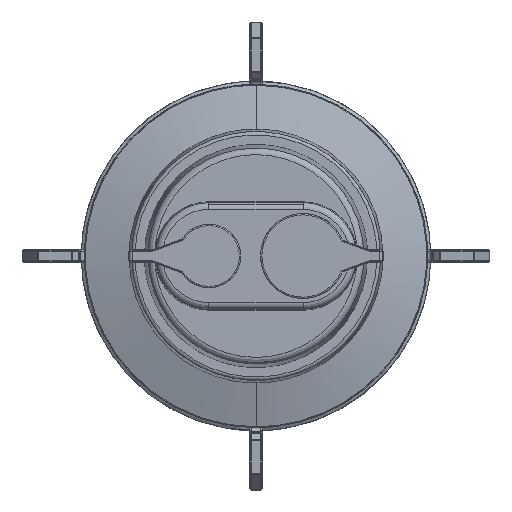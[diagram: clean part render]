
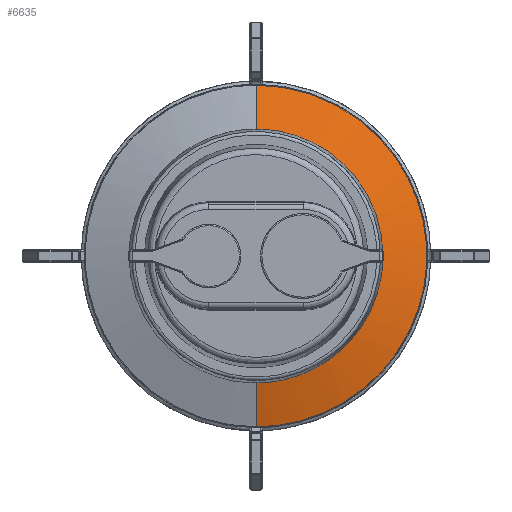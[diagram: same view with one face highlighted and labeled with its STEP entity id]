
A CAD part, front view. The second image highlights one B-rep face of the part: STEP entity #6635.
In plain terms, the highlighted free-form (B-spline) face has degree [2, 1] with [5, 2] control points.
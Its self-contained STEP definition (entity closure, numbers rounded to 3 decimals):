
#639 = VERTEX_POINT('',#640);
#640 = CARTESIAN_POINT('',(87.829,-114.208,
    318.618));
#647 = VERTEX_POINT('',#648);
#648 = CARTESIAN_POINT('',(87.829,-114.208,
    390.417));
#5106 = EDGE_CURVE('',#647,#639,#5107,.T.);
#5107 = ( BOUNDED_CURVE() B_SPLINE_CURVE(2,(#5108,#5109,#5110,#5111,
#5112),.UNSPECIFIED.,.F.,.F.) B_SPLINE_CURVE_WITH_KNOTS((3,2,3),(0.,
1.571,3.142),.PIECEWISE_BEZIER_KNOTS.) CURVE() 
GEOMETRIC_REPRESENTATION_ITEM() RATIONAL_B_SPLINE_CURVE((1.,
0.707,1.,0.707,1.)) REPRESENTATION_ITEM('') );
#5108 = CARTESIAN_POINT('',(87.829,-114.208,
    390.417));
#5109 = CARTESIAN_POINT('',(123.728,-114.208,
    390.417));
#5110 = CARTESIAN_POINT('',(123.728,-114.208,
    354.517));
#5111 = CARTESIAN_POINT('',(123.728,-114.208,
    318.618));
#5112 = CARTESIAN_POINT('',(87.829,-114.208,
    318.618));
#6263 = EDGE_CURVE('',#6264,#6266,#6268,.T.);
#6264 = VERTEX_POINT('',#6265);
#6265 = CARTESIAN_POINT('',(87.829,-116.983,
    380.981));
#6266 = VERTEX_POINT('',#6267);
#6267 = CARTESIAN_POINT('',(87.829,-116.983,
    328.054));
#6268 = ( BOUNDED_CURVE() B_SPLINE_CURVE(2,(#6269,#6270,#6271,#6272,
#6273),.UNSPECIFIED.,.F.,.F.) B_SPLINE_CURVE_WITH_KNOTS((3,2,3),(0.,
1.571,3.142),.PIECEWISE_BEZIER_KNOTS.) CURVE() 
GEOMETRIC_REPRESENTATION_ITEM() RATIONAL_B_SPLINE_CURVE((1.,
0.707,1.,0.707,1.)) REPRESENTATION_ITEM('') );
#6269 = CARTESIAN_POINT('',(87.829,-116.983,
    380.981));
#6270 = CARTESIAN_POINT('',(114.292,-116.983,
    380.981));
#6271 = CARTESIAN_POINT('',(114.292,-116.983,
    354.517));
#6272 = CARTESIAN_POINT('',(114.292,-116.983,
    328.054));
#6273 = CARTESIAN_POINT('',(87.829,-116.983,
    328.054));
#6635 = ADVANCED_FACE('',(#6636),#6650,.T.);
#6636 = FACE_BOUND('',#6637,.T.);
#6637 = EDGE_LOOP('',(#6638,#6643,#6644,#6649));
#6638 = ORIENTED_EDGE('',*,*,#6639,.F.);
#6639 = EDGE_CURVE('',#6264,#647,#6640,.T.);
#6640 = B_SPLINE_CURVE_WITH_KNOTS('',1,(#6641,#6642),.UNSPECIFIED.,.F.,
  .F.,(2,2),(0.,7.04),.PIECEWISE_BEZIER_KNOTS.);
#6641 = CARTESIAN_POINT('',(87.829,-116.983,
    380.981));
#6642 = CARTESIAN_POINT('',(87.829,-114.208,
    390.417));
#6643 = ORIENTED_EDGE('',*,*,#6263,.T.);
#6644 = ORIENTED_EDGE('',*,*,#6645,.F.);
#6645 = EDGE_CURVE('',#639,#6266,#6646,.T.);
#6646 = B_SPLINE_CURVE_WITH_KNOTS('',1,(#6647,#6648),.UNSPECIFIED.,.F.,
  .F.,(2,2),(-7.04,0.),.PIECEWISE_BEZIER_KNOTS.);
#6647 = CARTESIAN_POINT('',(87.829,-114.208,
    318.618));
#6648 = CARTESIAN_POINT('',(87.829,-116.983,
    328.054));
#6649 = ORIENTED_EDGE('',*,*,#5106,.F.);
#6650 = ( BOUNDED_SURFACE() B_SPLINE_SURFACE(2,1,(
    (#6651,#6652)
    ,(#6653,#6654)
    ,(#6655,#6656)
    ,(#6657,#6658)
    ,(#6659,#6660
)),.UNSPECIFIED.,.F.,.F.,.F.) B_SPLINE_SURFACE_WITH_KNOTS((3,2,3),(2,2),
  (0.,1.571,3.142),(0.,7.04)
,.PIECEWISE_BEZIER_KNOTS.) GEOMETRIC_REPRESENTATION_ITEM() 
RATIONAL_B_SPLINE_SURFACE((
    (1.,1.)
    ,(0.707,0.707)
    ,(1.,1.)
    ,(0.707,0.707)
,(1.,1.))) REPRESENTATION_ITEM('') SURFACE() );
#6651 = CARTESIAN_POINT('',(87.829,-116.983,
    380.981));
#6652 = CARTESIAN_POINT('',(87.829,-114.208,
    390.417));
#6653 = CARTESIAN_POINT('',(114.292,-116.983,
    380.981));
#6654 = CARTESIAN_POINT('',(123.728,-114.208,
    390.417));
#6655 = CARTESIAN_POINT('',(114.292,-116.983,
    354.517));
#6656 = CARTESIAN_POINT('',(123.728,-114.208,
    354.517));
#6657 = CARTESIAN_POINT('',(114.292,-116.983,
    328.054));
#6658 = CARTESIAN_POINT('',(123.728,-114.208,
    318.618));
#6659 = CARTESIAN_POINT('',(87.829,-116.983,
    328.054));
#6660 = CARTESIAN_POINT('',(87.829,-114.208,
    318.618));
